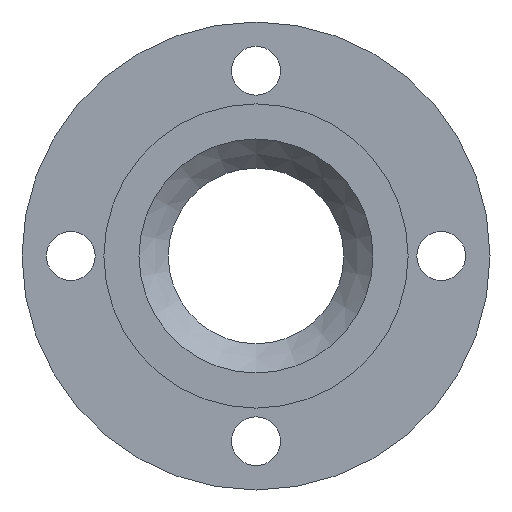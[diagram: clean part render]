
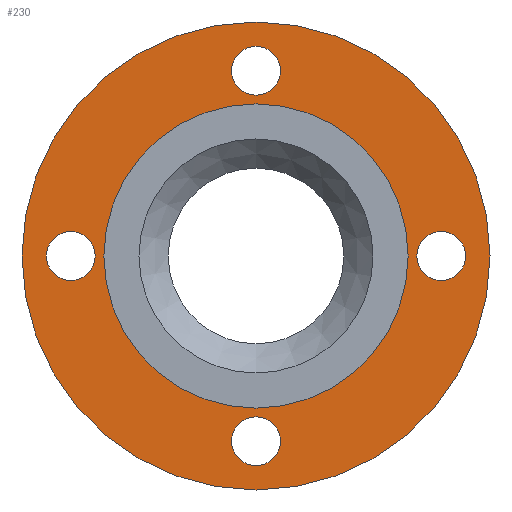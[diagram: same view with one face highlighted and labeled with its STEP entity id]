
A CAD part, left-side view. The second image highlights one B-rep face of the part: STEP entity #230.
In plain terms, the highlighted planar face has unit normal (-1, 0, 0).
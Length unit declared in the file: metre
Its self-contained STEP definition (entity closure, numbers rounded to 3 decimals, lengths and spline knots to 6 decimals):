
#15=PLANE('',#268);
#28=ORIENTED_EDGE('',*,*,#71,.F.);
#29=ORIENTED_EDGE('',*,*,#72,.F.);
#30=ORIENTED_EDGE('',*,*,#73,.F.);
#31=ORIENTED_EDGE('',*,*,#74,.F.);
#32=ORIENTED_EDGE('',*,*,#75,.F.);
#33=ORIENTED_EDGE('',*,*,#65,.F.);
#65=EDGE_CURVE('',#87,#87,#109,.T.);
#71=EDGE_CURVE('',#93,#93,#115,.F.);
#72=EDGE_CURVE('',#94,#94,#116,.F.);
#73=EDGE_CURVE('',#95,#95,#117,.F.);
#74=EDGE_CURVE('',#96,#96,#118,.F.);
#75=EDGE_CURVE('',#97,#97,#119,.T.);
#87=VERTEX_POINT('',#386);
#93=VERTEX_POINT('',#400);
#94=VERTEX_POINT('',#402);
#95=VERTEX_POINT('',#404);
#96=VERTEX_POINT('',#406);
#97=VERTEX_POINT('',#408);
#109=CIRCLE('',#261,0.012);
#115=CIRCLE('',#269,0.00125);
#116=CIRCLE('',#270,0.00125);
#117=CIRCLE('',#271,0.00125);
#118=CIRCLE('',#272,0.00125);
#119=CIRCLE('',#273,0.0078);
#138=EDGE_LOOP('',(#28));
#139=EDGE_LOOP('',(#29));
#140=EDGE_LOOP('',(#30));
#141=EDGE_LOOP('',(#31));
#142=EDGE_LOOP('',(#32));
#143=EDGE_LOOP('',(#33));
#182=FACE_BOUND('',#138,.T.);
#183=FACE_BOUND('',#139,.T.);
#184=FACE_BOUND('',#140,.T.);
#185=FACE_BOUND('',#141,.T.);
#186=FACE_BOUND('',#142,.T.);
#187=FACE_BOUND('',#143,.T.);
#230=ADVANCED_FACE('',(#182,#183,#184,#185,#186,#187),#15,.F.);
#261=AXIS2_PLACEMENT_3D('',#385,#305,#306);
#268=AXIS2_PLACEMENT_3D('',#398,#319,#320);
#269=AXIS2_PLACEMENT_3D('',#399,#321,#322);
#270=AXIS2_PLACEMENT_3D('',#401,#323,#324);
#271=AXIS2_PLACEMENT_3D('',#403,#325,#326);
#272=AXIS2_PLACEMENT_3D('',#405,#327,#328);
#273=AXIS2_PLACEMENT_3D('',#407,#329,#330);
#305=DIRECTION('',(1.,0.,0.));
#306=DIRECTION('',(0.,0.,-1.));
#319=DIRECTION('',(1.,0.,0.));
#320=DIRECTION('',(0.,1.,0.));
#321=DIRECTION('',(1.,0.,0.));
#322=DIRECTION('',(0.,0.,-1.));
#323=DIRECTION('',(1.,0.,0.));
#324=DIRECTION('',(0.,0.,-1.));
#325=DIRECTION('',(1.,0.,0.));
#326=DIRECTION('',(0.,0.,-1.));
#327=DIRECTION('',(1.,0.,0.));
#328=DIRECTION('',(0.,0.,-1.));
#329=DIRECTION('',(-1.,0.,0.));
#330=DIRECTION('',(0.,0.,1.));
#385=CARTESIAN_POINT('',(0.02,0.,0.));
#386=CARTESIAN_POINT('',(0.02,0.,-0.012));
#398=CARTESIAN_POINT('',(0.02,0.,0.));
#399=CARTESIAN_POINT('',(0.02,-0.0095,0.));
#400=CARTESIAN_POINT('',(0.02,-0.0095,-0.00125));
#401=CARTESIAN_POINT('',(0.02,0.0095,0.));
#402=CARTESIAN_POINT('',(0.02,0.0095,-0.00125));
#403=CARTESIAN_POINT('',(0.02,0.,0.0095));
#404=CARTESIAN_POINT('',(0.02,0.,0.00825));
#405=CARTESIAN_POINT('',(0.02,0.,-0.0095));
#406=CARTESIAN_POINT('',(0.02,0.,-0.01075));
#407=CARTESIAN_POINT('',(0.02,0.,0.));
#408=CARTESIAN_POINT('',(0.02,0.,0.0078));
